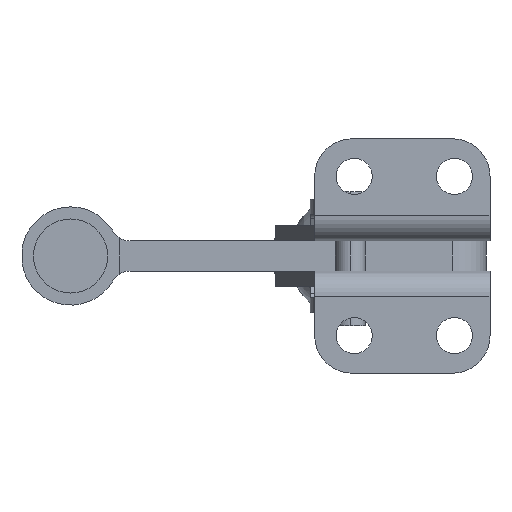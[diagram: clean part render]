
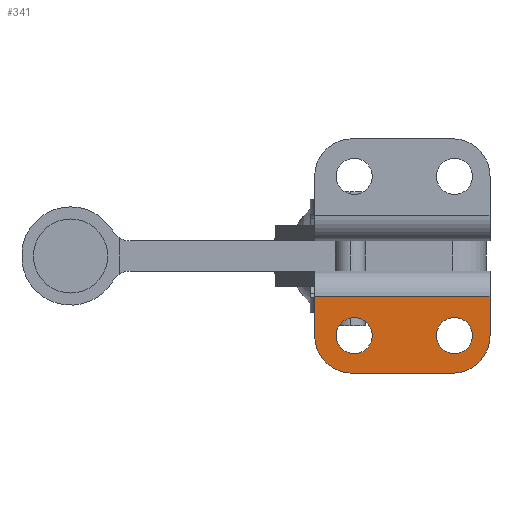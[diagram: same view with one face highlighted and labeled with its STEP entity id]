
A CAD part, front view. The second image highlights one B-rep face of the part: STEP entity #341.
In plain terms, the highlighted planar face has unit normal (0, -1, 0).
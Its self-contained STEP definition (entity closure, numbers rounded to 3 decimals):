
#341 = ADVANCED_FACE( '', ( #631, #632, #633 ), #634, .T. );
#631 = FACE_BOUND( '', #1211, .T. );
#632 = FACE_BOUND( '', #1212, .T. );
#633 = FACE_OUTER_BOUND( '', #1213, .T. );
#634 = PLANE( '', #1214 );
#1211 = EDGE_LOOP( '', ( #1929, #1930 ) );
#1212 = EDGE_LOOP( '', ( #1931, #1932 ) );
#1213 = EDGE_LOOP( '', ( #1933, #1934, #1935, #1936, #1937, #1938 ) );
#1214 = AXIS2_PLACEMENT_3D( '', #1939, #1940, #1941 );
#1929 = ORIENTED_EDGE( '', *, *, #3903, .T. );
#1930 = ORIENTED_EDGE( '', *, *, #3916, .T. );
#1931 = ORIENTED_EDGE( '', *, *, #3899, .T. );
#1932 = ORIENTED_EDGE( '', *, *, #3918, .T. );
#1933 = ORIENTED_EDGE( '', *, *, #3934, .T. );
#1934 = ORIENTED_EDGE( '', *, *, #3947, .T. );
#1935 = ORIENTED_EDGE( '', *, *, #3930, .T. );
#1936 = ORIENTED_EDGE( '', *, *, #3948, .F. );
#1937 = ORIENTED_EDGE( '', *, *, #3949, .T. );
#1938 = ORIENTED_EDGE( '', *, *, #3950, .T. );
#1939 = CARTESIAN_POINT( '', ( 0., 0., 23.4 ) );
#1940 = DIRECTION( '', ( 0., -1., 0. ) );
#1941 = DIRECTION( '', ( -1., 0., 0. ) );
#3899 = EDGE_CURVE( '', #4607, #4611, #4613, .T. );
#3903 = EDGE_CURVE( '', #4615, #4619, #4621, .T. );
#3916 = EDGE_CURVE( '', #4619, #4615, #4642, .T. );
#3918 = EDGE_CURVE( '', #4611, #4607, #4644, .T. );
#3930 = EDGE_CURVE( '', #4667, #4665, #4668, .T. );
#3934 = EDGE_CURVE( '', #4675, #4673, #4676, .T. );
#3947 = EDGE_CURVE( '', #4673, #4667, #4696, .T. );
#3948 = EDGE_CURVE( '', #4697, #4665, #4698, .T. );
#3949 = EDGE_CURVE( '', #4697, #4699, #4700, .T. );
#3950 = EDGE_CURVE( '', #4699, #4675, #4701, .T. );
#4607 = VERTEX_POINT( '', #5730 );
#4611 = VERTEX_POINT( '', #5735 );
#4613 = CIRCLE( '', #5738, 3.6 );
#4615 = VERTEX_POINT( '', #5740 );
#4619 = VERTEX_POINT( '', #5745 );
#4621 = CIRCLE( '', #5748, 3.6 );
#4642 = CIRCLE( '', #5773, 3.6 );
#4644 = CIRCLE( '', #5775, 3.6 );
#4665 = VERTEX_POINT( '', #5800 );
#4667 = VERTEX_POINT( '', #5803 );
#4668 = CIRCLE( '', #5804, 7.5 );
#4673 = VERTEX_POINT( '', #5810 );
#4675 = VERTEX_POINT( '', #5813 );
#4676 = CIRCLE( '', #5814, 7.5 );
#4696 = LINE( '', #5844, #5845 );
#4697 = VERTEX_POINT( '', #5846 );
#4698 = LINE( '', #5847, #5848 );
#4699 = VERTEX_POINT( '', #5849 );
#4700 = LINE( '', #5850, #5851 );
#4701 = LINE( '', #5852, #5853 );
#5730 = CARTESIAN_POINT( '', ( 11.5, 0., -15.9 ) );
#5735 = CARTESIAN_POINT( '', ( 4.3, 0., -15.9 ) );
#5738 = AXIS2_PLACEMENT_3D( '', #7530, #7531, #7532 );
#5740 = CARTESIAN_POINT( '', ( 31.5, 0., -15.9 ) );
#5745 = CARTESIAN_POINT( '', ( 24.3, 0., -15.9 ) );
#5748 = AXIS2_PLACEMENT_3D( '', #7538, #7539, #7540 );
#5773 = AXIS2_PLACEMENT_3D( '', #7569, #7570, #7571 );
#5775 = AXIS2_PLACEMENT_3D( '', #7575, #7576, #7577 );
#5800 = CARTESIAN_POINT( '', ( 35., 0., -15.9 ) );
#5803 = CARTESIAN_POINT( '', ( 27.5, 0., -23.4 ) );
#5804 = AXIS2_PLACEMENT_3D( '', #7601, #7602, #7603 );
#5810 = CARTESIAN_POINT( '', ( 7.5, 0., -23.4 ) );
#5813 = CARTESIAN_POINT( '', ( 0., 0., -15.9 ) );
#5814 = AXIS2_PLACEMENT_3D( '', #7609, #7610, #7611 );
#5844 = CARTESIAN_POINT( '', ( 0., 0., -23.4 ) );
#5845 = VECTOR( '', #7628, 1. );
#5846 = CARTESIAN_POINT( '', ( 35., 0., -8. ) );
#5847 = CARTESIAN_POINT( '', ( 35., 0., 23.4 ) );
#5848 = VECTOR( '', #7629, 1. );
#5849 = CARTESIAN_POINT( '', ( 0., 0., -8. ) );
#5850 = CARTESIAN_POINT( '', ( 17.5, 0., -8. ) );
#5851 = VECTOR( '', #7630, 1. );
#5852 = CARTESIAN_POINT( '', ( 0., 0., 23.4 ) );
#5853 = VECTOR( '', #7631, 1. );
#7530 = CARTESIAN_POINT( '', ( 7.9, 0., -15.9 ) );
#7531 = DIRECTION( '', ( 0., 1., 0. ) );
#7532 = DIRECTION( '', ( 1., 0., 0. ) );
#7538 = CARTESIAN_POINT( '', ( 27.9, 0., -15.9 ) );
#7539 = DIRECTION( '', ( 0., 1., 0. ) );
#7540 = DIRECTION( '', ( 1., 0., 0. ) );
#7569 = CARTESIAN_POINT( '', ( 27.9, 0., -15.9 ) );
#7570 = DIRECTION( '', ( 0., 1., 0. ) );
#7571 = DIRECTION( '', ( 1., 0., 0. ) );
#7575 = CARTESIAN_POINT( '', ( 7.9, 0., -15.9 ) );
#7576 = DIRECTION( '', ( 0., 1., 0. ) );
#7577 = DIRECTION( '', ( 1., 0., 0. ) );
#7601 = CARTESIAN_POINT( '', ( 27.5, 0., -15.9 ) );
#7602 = DIRECTION( '', ( 0., -1., 0. ) );
#7603 = DIRECTION( '', ( 1., 0., 0. ) );
#7609 = CARTESIAN_POINT( '', ( 7.5, 0., -15.9 ) );
#7610 = DIRECTION( '', ( 0., -1., 0. ) );
#7611 = DIRECTION( '', ( 0., 0., -1. ) );
#7628 = DIRECTION( '', ( 1., 0., 0. ) );
#7629 = DIRECTION( '', ( 0., 0., -1. ) );
#7630 = DIRECTION( '', ( -1., 0., 0. ) );
#7631 = DIRECTION( '', ( 0., 0., -1. ) );
